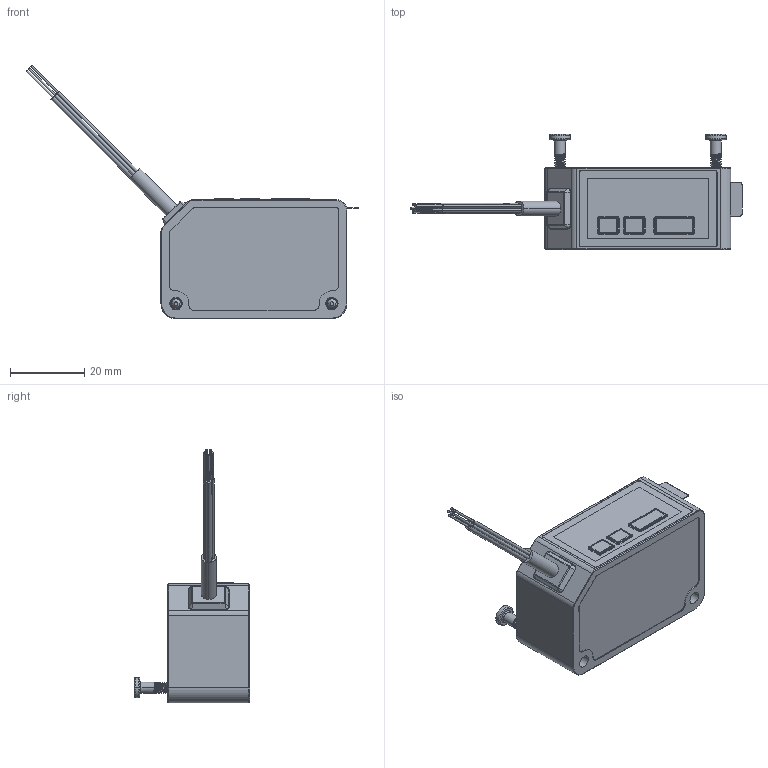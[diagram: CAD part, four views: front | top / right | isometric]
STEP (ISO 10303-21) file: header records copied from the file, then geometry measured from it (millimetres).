
FILE_DESCRIPTION((''),'2;1');
FILE_NAME('PRT0003','2021-12-25T',('EDY'),(''),'CREO PARAMETRIC BY PTC INC, 2018070','CREO PARAMETRIC BY PTC INC, 2018070','');
FILE_SCHEMA(('CONFIG_CONTROL_DESIGN'));
Length unit declared in the file: millimetre
Products named in the file (1): PRT0003
Bounding box: 89.24 x 31 x 68.15 mm (x, y, z)
Volume: 32678.3 mm3; surface area: 12181.6 mm2
Topology: 2 solids, 6 shells, 511 faces, 1383 edges, 916 vertices
Faces by surface type: cylinder 217, plane 184, bspline 80, cone 18, torus 12
Entity records: 29154 total; most frequent: CARTESIAN_POINT 14838, ORIENTED_EDGE 2758, DIRECTION 2383, EDGE_CURVE 1379, VERTEX_POINT 916, AXIS2_PLACEMENT_3D 867, VECTOR 649, LINE 649
